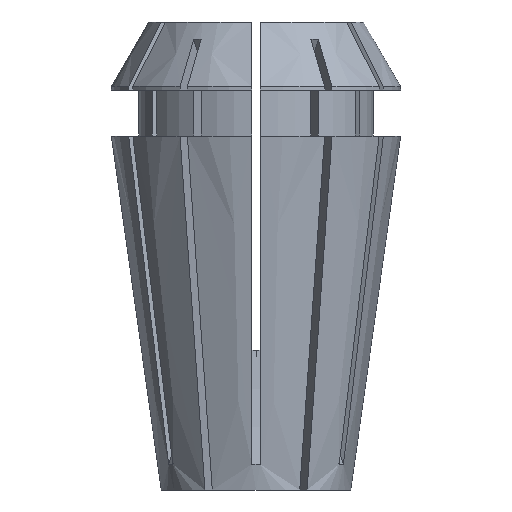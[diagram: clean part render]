
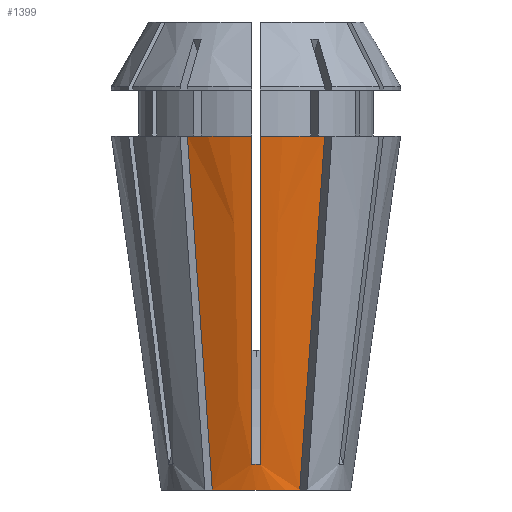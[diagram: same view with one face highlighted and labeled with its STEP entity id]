
A CAD part, left-side view. The second image highlights one B-rep face of the part: STEP entity #1399.
In plain terms, the highlighted conical face has half-angle 8 degrees and reference radius 5.577 mm.
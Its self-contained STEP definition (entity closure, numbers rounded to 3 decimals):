
#55 = CARTESIAN_POINT ( 'NONE',  ( -7.483, -4.032, 20.8 ) ) ;
#90 = DIRECTION ( 'NONE',  ( -1., 0., 0. ) ) ;
#100 = CARTESIAN_POINT ( 'NONE',  ( -7.614, -0.25, 14.519 ) ) ;
#151 = B_SPLINE_CURVE_WITH_KNOTS ( 'NONE', 3,
 ( #1217, #1534, #1304, #1631 ),
 .UNSPECIFIED., .F., .F.,
 ( 4, 4 ),
 ( 0., 0.001 ),
 .UNSPECIFIED. ) ;
#329 = AXIS2_PLACEMENT_3D ( 'NONE', #765, #407, #90 ) ;
#358 = ORIENTED_EDGE ( 'NONE', *, *, #1036, .T. ) ;
#362 = VERTEX_POINT ( 'NONE', #3856 ) ;
#371 = VERTEX_POINT ( 'NONE', #1020 ) ;
#407 = DIRECTION ( 'NONE',  ( 0., 0., -1. ) ) ;
#432 = CARTESIAN_POINT ( 'NONE',  ( -8.055, -0.25, 17.66 ) ) ;
#488 = CARTESIAN_POINT ( 'NONE',  ( -5.684, 2.993, 6.022 ) ) ;
#492 = CARTESIAN_POINT ( 'NONE',  ( 0., 0., 20.8 ) ) ;
#516 = CIRCLE ( 'NONE', #1295, 8.5 ) ;
#552 = EDGE_CURVE ( 'NONE', #1799, #1453, #516, .T. ) ;
#618 = VERTEX_POINT ( 'NONE', #1917 ) ;
#620 = CARTESIAN_POINT ( 'NONE',  ( -6.247, 0.25, 4.799 ) ) ;
#661 = CARTESIAN_POINT ( 'NONE',  ( -5.195, -2.71, 2.007 ) ) ;
#715 = CARTESIAN_POINT ( 'NONE',  ( 0., 0., 0. ) ) ;
#723 = B_SPLINE_CURVE_WITH_KNOTS ( 'NONE', 3,
 ( #55, #2211, #3783, #2537, #3492, #661, #1603 ),
 .UNSPECIFIED., .F., .F.,
 ( 4, 3, 4 ),
 ( 0., 0.015, 0.021 ),
 .UNSPECIFIED. ) ;
#737 = CARTESIAN_POINT ( 'NONE',  ( -8.497, -0.25, 20.8 ) ) ;
#765 = CARTESIAN_POINT ( 'NONE',  ( 0., 0., 0. ) ) ;
#794 = CARTESIAN_POINT ( 'NONE',  ( -5.439, 2.852, 4.015 ) ) ;
#806 = EDGE_CURVE ( 'NONE', #371, #3054, #2293, .T. ) ;
#872 = ORIENTED_EDGE ( 'NONE', *, *, #1492, .T. ) ;
#905 = CARTESIAN_POINT ( 'NONE',  ( -7.172, 0.25, 11.379 ) ) ;
#1020 = CARTESIAN_POINT ( 'NONE',  ( -4.95, -2.569, 0. ) ) ;
#1036 = EDGE_CURVE ( 'NONE', #1453, #362, #3079, .T. ) ;
#1042 = ORIENTED_EDGE ( 'NONE', *, *, #3048, .F. ) ;
#1076 = DIRECTION ( 'NONE',  ( -1., 0., 0. ) ) ;
#1101 = DIRECTION ( 'NONE',  ( 0., 0., -1. ) ) ;
#1216 = CARTESIAN_POINT ( 'NONE',  ( -8.055, 0.25, 17.66 ) ) ;
#1217 = CARTESIAN_POINT ( 'NONE',  ( -5.784, 0.25, 1.509 ) ) ;
#1229 = CARTESIAN_POINT ( 'NONE',  ( -5.784, 0.25, 1.509 ) ) ;
#1295 = AXIS2_PLACEMENT_3D ( 'NONE', #492, #1101, #2027 ) ;
#1304 = CARTESIAN_POINT ( 'NONE',  ( -5.789, -0.083, 1.497 ) ) ;
#1359 = CARTESIAN_POINT ( 'NONE',  ( -8.497, -0.25, 20.8 ) ) ;
#1399 = ADVANCED_FACE ( 'NONE', ( #3324 ), #2685, .T. ) ;
#1401 = CARTESIAN_POINT ( 'NONE',  ( -5.195, 2.71, 2.007 ) ) ;
#1414 = ORIENTED_EDGE ( 'NONE', *, *, #552, .T. ) ;
#1453 = VERTEX_POINT ( 'NONE', #1359 ) ;
#1473 = CARTESIAN_POINT ( 'NONE',  ( -5.784, 0.25, 1.509 ) ) ;
#1492 = EDGE_CURVE ( 'NONE', #618, #3054, #3713, .T. ) ;
#1534 = CARTESIAN_POINT ( 'NONE',  ( -5.789, 0.083, 1.497 ) ) ;
#1570 = CARTESIAN_POINT ( 'NONE',  ( -4.95, 2.569, 0. ) ) ;
#1603 = CARTESIAN_POINT ( 'NONE',  ( -4.95, -2.569, 0. ) ) ;
#1631 = CARTESIAN_POINT ( 'NONE',  ( -5.784, -0.25, 1.509 ) ) ;
#1641 = DIRECTION ( 'NONE',  ( 0., 0., 1. ) ) ;
#1799 = VERTEX_POINT ( 'NONE', #2136 ) ;
#1808 = CARTESIAN_POINT ( 'NONE',  ( -7.614, 0.25, 14.519 ) ) ;
#1917 = CARTESIAN_POINT ( 'NONE',  ( -7.483, 4.032, 20.8 ) ) ;
#1945 = AXIS2_PLACEMENT_3D ( 'NONE', #715, #1641, #3819 ) ;
#2027 = DIRECTION ( 'NONE',  ( -1., 0., 0. ) ) ;
#2079 = VERTEX_POINT ( 'NONE', #3226 ) ;
#2136 = CARTESIAN_POINT ( 'NONE',  ( -7.483, -4.032, 20.8 ) ) ;
#2211 = CARTESIAN_POINT ( 'NONE',  ( -6.883, -3.686, 15.874 ) ) ;
#2293 = CIRCLE ( 'NONE', #329, 5.577 ) ;
#2329 = CARTESIAN_POINT ( 'NONE',  ( -6.284, 3.339, 10.948 ) ) ;
#2350 = DIRECTION ( 'NONE',  ( 0., 0., -1. ) ) ;
#2419 = CIRCLE ( 'NONE', #3581, 8.5 ) ;
#2447 = CARTESIAN_POINT ( 'NONE',  ( -8.497, 0.25, 20.8 ) ) ;
#2537 = CARTESIAN_POINT ( 'NONE',  ( -5.684, -2.993, 6.022 ) ) ;
#2634 = EDGE_CURVE ( 'NONE', #2079, #618, #2419, .T. ) ;
#2685 = CONICAL_SURFACE ( 'NONE', #1945, 5.577, 0.14 ) ;
#2723 = ORIENTED_EDGE ( 'NONE', *, *, #2824, .F. ) ;
#2824 = EDGE_CURVE ( 'NONE', #2079, #3754, #3183, .T. ) ;
#2852 = EDGE_LOOP ( 'NONE', ( #1042, #1414, #358, #3099, #2723, #3329, #872, #4012 ) ) ;
#2886 = CARTESIAN_POINT ( 'NONE',  ( -7.172, -0.25, 11.379 ) ) ;
#2900 = CARTESIAN_POINT ( 'NONE',  ( -4.95, 2.569, 0. ) ) ;
#2922 = CARTESIAN_POINT ( 'NONE',  ( -6.709, -0.25, 8.089 ) ) ;
#2950 = CARTESIAN_POINT ( 'NONE',  ( -7.483, 4.032, 20.8 ) ) ;
#3048 = EDGE_CURVE ( 'NONE', #1799, #371, #723, .T. ) ;
#3054 = VERTEX_POINT ( 'NONE', #1570 ) ;
#3079 = B_SPLINE_CURVE_WITH_KNOTS ( 'NONE', 3,
 ( #737, #432, #100, #2886, #2922, #3807, #3488 ),
 .UNSPECIFIED., .F., .F.,
 ( 4, 3, 4 ),
 ( 0.031, 0.04, 0.05 ),
 .UNSPECIFIED. ) ;
#3088 = CARTESIAN_POINT ( 'NONE',  ( -6.709, 0.25, 8.089 ) ) ;
#3099 = ORIENTED_EDGE ( 'NONE', *, *, #3902, .F. ) ;
#3183 = B_SPLINE_CURVE_WITH_KNOTS ( 'NONE', 3,
 ( #2447, #1216, #1808, #905, #3088, #620, #1229 ),
 .UNSPECIFIED., .F., .F.,
 ( 4, 3, 4 ),
 ( 0.031, 0.04, 0.05 ),
 .UNSPECIFIED. ) ;
#3226 = CARTESIAN_POINT ( 'NONE',  ( -8.497, 0.25, 20.8 ) ) ;
#3280 = CARTESIAN_POINT ( 'NONE',  ( -6.883, 3.686, 15.874 ) ) ;
#3324 = FACE_OUTER_BOUND ( 'NONE', #2852, .T. ) ;
#3329 = ORIENTED_EDGE ( 'NONE', *, *, #2634, .T. ) ;
#3488 = CARTESIAN_POINT ( 'NONE',  ( -5.784, -0.25, 1.509 ) ) ;
#3492 = CARTESIAN_POINT ( 'NONE',  ( -5.439, -2.852, 4.015 ) ) ;
#3581 = AXIS2_PLACEMENT_3D ( 'NONE', #3599, #2350, #1076 ) ;
#3599 = CARTESIAN_POINT ( 'NONE',  ( 0., 0., 20.8 ) ) ;
#3713 = B_SPLINE_CURVE_WITH_KNOTS ( 'NONE', 3,
 ( #2950, #3280, #2329, #488, #794, #1401, #2900 ),
 .UNSPECIFIED., .F., .F.,
 ( 4, 3, 4 ),
 ( 0., 0.015, 0.021 ),
 .UNSPECIFIED. ) ;
#3754 = VERTEX_POINT ( 'NONE', #1473 ) ;
#3783 = CARTESIAN_POINT ( 'NONE',  ( -6.284, -3.339, 10.948 ) ) ;
#3807 = CARTESIAN_POINT ( 'NONE',  ( -6.247, -0.25, 4.799 ) ) ;
#3819 = DIRECTION ( 'NONE',  ( 1., 0., 0. ) ) ;
#3856 = CARTESIAN_POINT ( 'NONE',  ( -5.784, -0.25, 1.509 ) ) ;
#3902 = EDGE_CURVE ( 'NONE', #3754, #362, #151, .T. ) ;
#4012 = ORIENTED_EDGE ( 'NONE', *, *, #806, .F. ) ;
